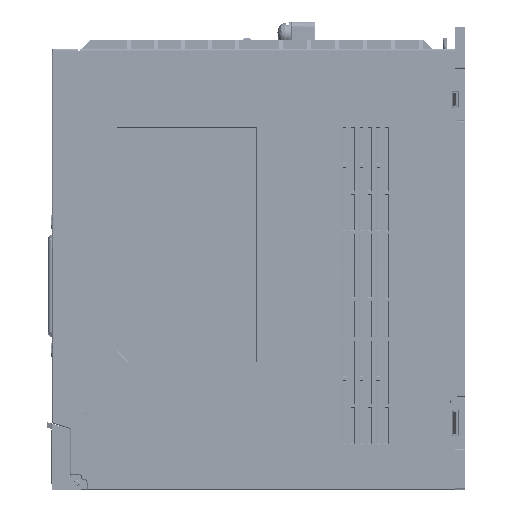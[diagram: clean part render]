
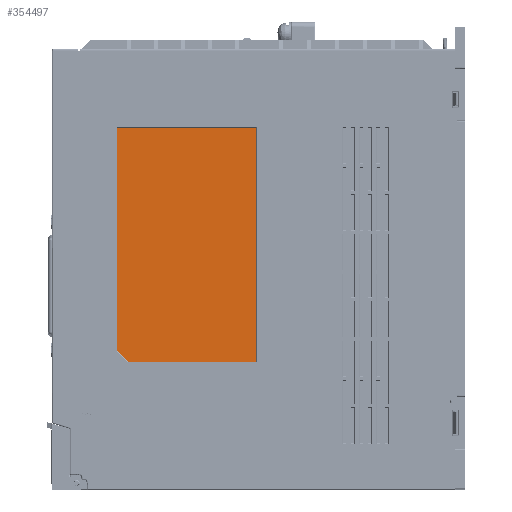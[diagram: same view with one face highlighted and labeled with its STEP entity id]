
A CAD part, left-side view. The second image highlights one B-rep face of the part: STEP entity #354497.
In plain terms, the highlighted planar face has unit normal (1, 0, 0).
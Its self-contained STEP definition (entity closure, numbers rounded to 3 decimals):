
#354450=DIRECTION('',(0.,1.,0.));
#354451=VECTOR('',#354450,51.);
#354452=CARTESIAN_POINT('',(-17.2,2.,
-28.9));
#354453=LINE('',#354452,#354451);
#354454=DIRECTION('',(0.,0.,-1.));
#354455=VECTOR('',#354454,82.);
#354456=CARTESIAN_POINT('',(-17.2,53.,
-28.9));
#354457=LINE('',#354456,#354455);
#354458=DIRECTION('',(0.,-0.707,-0.707));
#354459=VECTOR('',#354458,5.657);
#354460=CARTESIAN_POINT('',(-17.2,53.,
-110.9));
#354461=LINE('',#354460,#354459);
#354462=DIRECTION('',(0.,-1.,0.));
#354463=VECTOR('',#354462,47.);
#354464=CARTESIAN_POINT('',(-17.2,49.,
-114.9));
#354465=LINE('',#354464,#354463);
#354466=DIRECTION('',(0.,0.,1.));
#354467=VECTOR('',#354466,86.);
#354468=CARTESIAN_POINT('',(-17.2,2.,
-114.9));
#354469=LINE('',#354468,#354467);
#354470=CARTESIAN_POINT('',(-17.2,53.,
-28.9));
#354471=CARTESIAN_POINT('',(-17.2,2.,
-28.9));
#354472=VERTEX_POINT('',#354470);
#354473=VERTEX_POINT('',#354471);
#354474=CARTESIAN_POINT('',(-17.2,2.,
-114.9));
#354475=VERTEX_POINT('',#354474);
#354476=CARTESIAN_POINT('',(-17.2,49.,
-114.9));
#354477=VERTEX_POINT('',#354476);
#354478=CARTESIAN_POINT('',(-17.2,53.,
-110.9));
#354479=VERTEX_POINT('',#354478);
#354480=CARTESIAN_POINT('',(-17.2,27.5,
-71.9));
#354481=DIRECTION('',(1.,0.,0.));
#354482=DIRECTION('',(0.,0.,-1.));
#354483=AXIS2_PLACEMENT_3D('',#354480,#354481,#354482);
#354484=PLANE('',#354483);
#354486=ORIENTED_EDGE('',*,*,#354485,.T.);
#354488=ORIENTED_EDGE('',*,*,#354487,.T.);
#354490=ORIENTED_EDGE('',*,*,#354489,.T.);
#354492=ORIENTED_EDGE('',*,*,#354491,.T.);
#354494=ORIENTED_EDGE('',*,*,#354493,.T.);
#354495=EDGE_LOOP('',(#354486,#354488,#354490,#354492,#354494));
#354496=FACE_OUTER_BOUND('',#354495,.F.);
#354497=ADVANCED_FACE('',(#354496),#354484,.T.);
#354485=EDGE_CURVE('',#354473,#354472,#354453,.T.);
#354487=EDGE_CURVE('',#354472,#354479,#354457,.T.);
#354489=EDGE_CURVE('',#354479,#354477,#354461,.T.);
#354491=EDGE_CURVE('',#354477,#354475,#354465,.T.);
#354493=EDGE_CURVE('',#354475,#354473,#354469,.T.);
